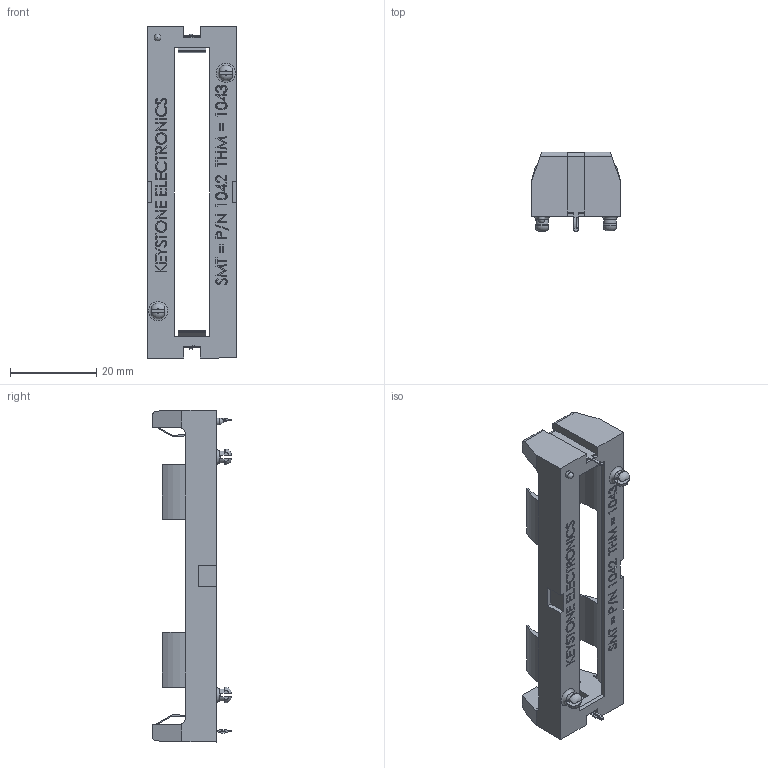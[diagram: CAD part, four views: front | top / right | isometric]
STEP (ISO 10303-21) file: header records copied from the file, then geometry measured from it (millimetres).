
FILE_DESCRIPTION (( 'STEP AP214' ), '1' );
FILE_NAME ('1043.STEP', '2021-05-07T14:57:46', ( '' ), ( '' ), 'SwSTEP 2.0', 'SolidWorks 2013', '' );
FILE_SCHEMA (( 'AUTOMOTIVE_DESIGN' ));
Length unit declared in the file: inch
Products named in the file (1): 1043
Bounding box: 20.65 x 18.41 x 77.05 mm (x, y, z)
Volume: 5545.2 mm3; surface area: 6218.9 mm2
Topology: 2 solids, 2 shells, 671 faces, 1844 edges, 1218 vertices
Faces by surface type: plane 489, bspline 128, cylinder 47, torus 6, sphere 1
Full cylindrical faces by diameter (mm): 1.575 x1, 2.921 x2
Entity records: 29369 total; most frequent: CARTESIAN_POINT 12252, ORIENTED_EDGE 3668, DIRECTION 2762, EDGE_CURVE 1834, LINE 1426, VECTOR 1426, VERTEX_POINT 1214, EDGE_LOOP 730
